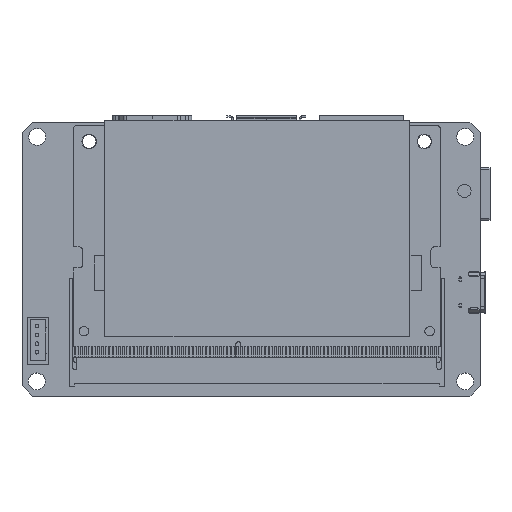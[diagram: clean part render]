
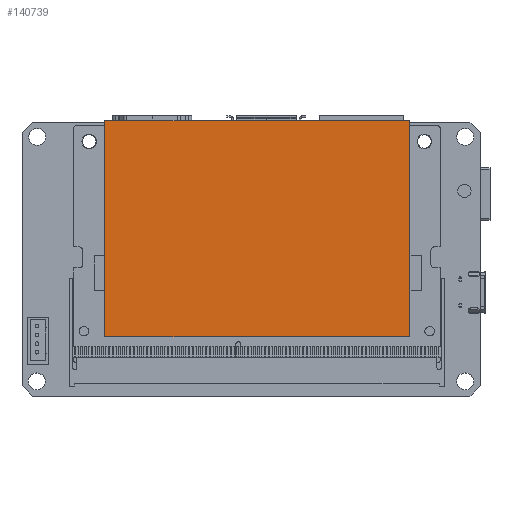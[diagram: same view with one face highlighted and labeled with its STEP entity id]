
A CAD part, top view. The second image highlights one B-rep face of the part: STEP entity #140739.
In plain terms, the highlighted face is planar.
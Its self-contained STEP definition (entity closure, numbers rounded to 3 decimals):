
#140604=DIRECTION('',(0.,1.,0.));
#140605=VECTOR('',#140604,41.);
#140606=CARTESIAN_POINT('',(823.261,-76.929,0.));
#140607=LINE('',#140606,#140605);
#140616=DIRECTION('',(0.,0.,1.));
#140617=VECTOR('',#140616,57.8);
#140618=CARTESIAN_POINT('',(823.261,-35.929,0.));
#140619=LINE('',#140618,#140617);
#140632=DIRECTION('',(0.,0.,1.));
#140633=VECTOR('',#140632,57.8);
#140634=CARTESIAN_POINT('',(823.261,-76.929,0.));
#140635=LINE('',#140634,#140633);
#140636=DIRECTION('',(0.,1.,0.));
#140637=VECTOR('',#140636,41.);
#140638=CARTESIAN_POINT('',(823.261,-76.929,57.8));
#140639=LINE('',#140638,#140637);
#140640=CARTESIAN_POINT('',(823.261,-76.929,0.));
#140641=CARTESIAN_POINT('',(823.261,-35.929,0.));
#140642=VERTEX_POINT('',#140640);
#140643=VERTEX_POINT('',#140641);
#140644=CARTESIAN_POINT('',(823.261,-35.929,57.8));
#140645=VERTEX_POINT('',#140644);
#140646=CARTESIAN_POINT('',(823.261,-76.929,57.8));
#140647=VERTEX_POINT('',#140646);
#140728=CARTESIAN_POINT('',(823.261,-76.929,0.));
#140729=DIRECTION('',(1.,0.,0.));
#140730=DIRECTION('',(0.,1.,0.));
#140731=AXIS2_PLACEMENT_3D('',#140728,#140729,#140730);
#140732=PLANE('',#140731);
#140733=ORIENTED_EDGE('',*,*,#140667,.F.);
#140734=ORIENTED_EDGE('',*,*,#140710,.T.);
#140735=ORIENTED_EDGE('',*,*,#140697,.T.);
#140736=ORIENTED_EDGE('',*,*,#140682,.F.);
#140737=EDGE_LOOP('',(#140733,#140734,#140735,#140736));
#140738=FACE_OUTER_BOUND('',#140737,.F.);
#140667=EDGE_CURVE('',#140642,#140643,#140607,.T.);
#140682=EDGE_CURVE('',#140643,#140645,#140619,.T.);
#140697=EDGE_CURVE('',#140647,#140645,#140639,.T.);
#140710=EDGE_CURVE('',#140642,#140647,#140635,.T.);
#140739=ADVANCED_FACE('',(#140738),#140732,.T.);
